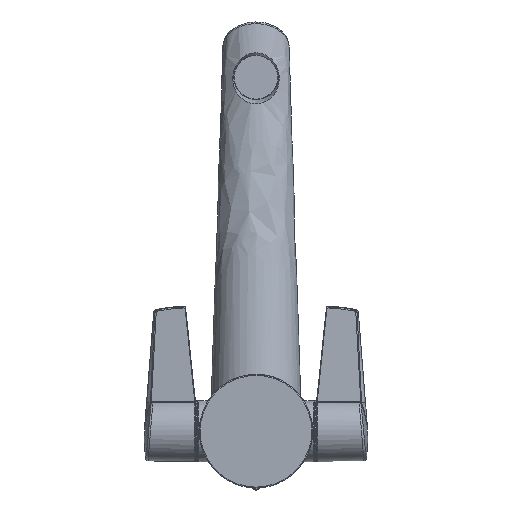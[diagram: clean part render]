
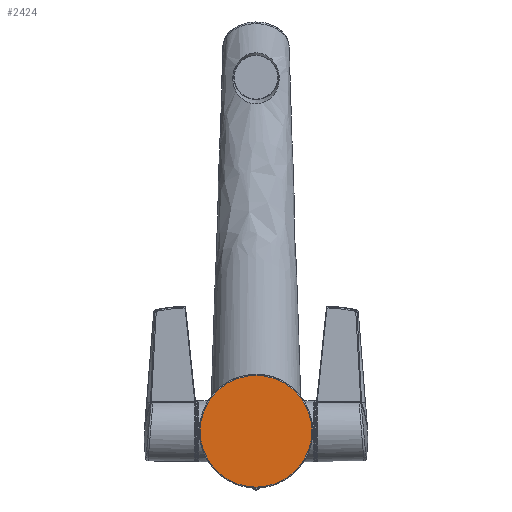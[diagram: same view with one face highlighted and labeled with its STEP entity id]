
A CAD part, front view. The second image highlights one B-rep face of the part: STEP entity #2424.
In plain terms, the highlighted planar face has unit normal (0, -1, 0).
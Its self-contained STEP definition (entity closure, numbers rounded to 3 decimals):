
#2373 = DIRECTION ( 'NONE',  ( 0., -1., 0. ) ) ;
#2424 = ADVANCED_FACE ( 'NONE', ( #21392 ), #30712, .T. ) ;
#4703 = CARTESIAN_POINT ( 'NONE',  ( 0., 0., 0. ) ) ;
#6756 = CIRCLE ( 'NONE', #21233, 30.488 ) ;
#7131 = DIRECTION ( 'NONE',  ( -1., 0., 0. ) ) ;
#9564 = VERTEX_POINT ( 'NONE', #27808 ) ;
#14452 = CARTESIAN_POINT ( 'NONE',  ( 0., 0., 0. ) ) ;
#14616 = EDGE_LOOP ( 'NONE', ( #17993 ) ) ;
#15972 = AXIS2_PLACEMENT_3D ( 'NONE', #14452, #2373, #19221 ) ;
#17139 = EDGE_CURVE ( 'NONE', #9564, #9564, #6756, .T. ) ;
#17993 = ORIENTED_EDGE ( 'NONE', *, *, #17139, .T. ) ;
#19221 = DIRECTION ( 'NONE',  ( -1., 0., 0. ) ) ;
#21233 = AXIS2_PLACEMENT_3D ( 'NONE', #4703, #21429, #7131 ) ;
#21392 = FACE_OUTER_BOUND ( 'NONE', #14616, .T. ) ;
#21429 = DIRECTION ( 'NONE',  ( 0., -1., 0. ) ) ;
#27808 = CARTESIAN_POINT ( 'NONE',  ( -30.488, 0., 0. ) ) ;
#30712 = PLANE ( 'NONE',  #15972 ) ;
